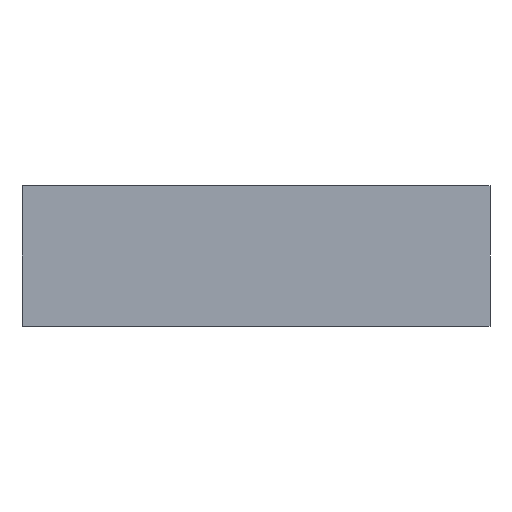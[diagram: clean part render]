
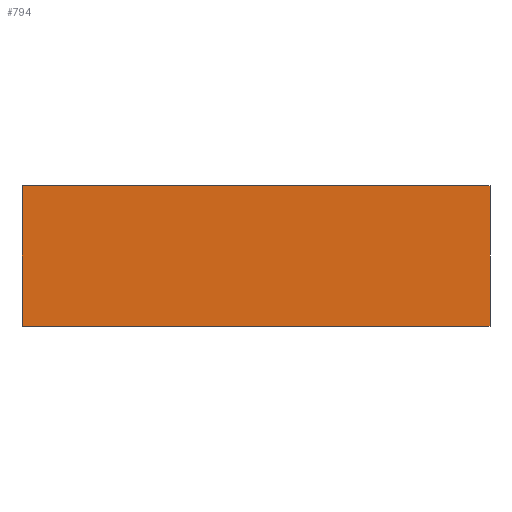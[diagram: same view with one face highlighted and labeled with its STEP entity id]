
A CAD part, left-side view. The second image highlights one B-rep face of the part: STEP entity #794.
In plain terms, the highlighted planar face has unit normal (-1, 0, 0).
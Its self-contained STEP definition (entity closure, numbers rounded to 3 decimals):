
#794 = ADVANCED_FACE( '', ( #1775 ), #1776, .F. );
#1775 = FACE_OUTER_BOUND( '', #2897, .T. );
#1776 = PLANE( '', #2898 );
#2897 = EDGE_LOOP( '', ( #5753, #5754, #5755, #5756 ) );
#2898 = AXIS2_PLACEMENT_3D( '', #5757, #5758, #5759 );
#5753 = ORIENTED_EDGE( '', *, *, #7572, .T. );
#5754 = ORIENTED_EDGE( '', *, *, #7166, .F. );
#5755 = ORIENTED_EDGE( '', *, *, #7867, .F. );
#5756 = ORIENTED_EDGE( '', *, *, #7898, .T. );
#5757 = CARTESIAN_POINT( '', ( -168.5, 100., 30. ) );
#5758 = DIRECTION( '', ( 1., 0., 0. ) );
#5759 = DIRECTION( '', ( 0., 0., -1. ) );
#7166 = EDGE_CURVE( '', #8518, #8516, #8520, .T. );
#7572 = EDGE_CURVE( '', #9174, #8516, #9175, .T. );
#7867 = EDGE_CURVE( '', #9583, #8518, #9584, .T. );
#7898 = EDGE_CURVE( '', #9583, #9174, #9621, .T. );
#8516 = VERTEX_POINT( '', #10390 );
#8518 = VERTEX_POINT( '', #10393 );
#8520 = LINE( '', #10396, #10397 );
#9174 = VERTEX_POINT( '', #12095 );
#9175 = LINE( '', #12096, #12097 );
#9583 = VERTEX_POINT( '', #12936 );
#9584 = LINE( '', #12937, #12938 );
#9621 = LINE( '', #13080, #13081 );
#10390 = CARTESIAN_POINT( '', ( -168.5, 0., 0. ) );
#10393 = CARTESIAN_POINT( '', ( -168.5, 0., 30. ) );
#10396 = CARTESIAN_POINT( '', ( -168.5, 0., 30. ) );
#10397 = VECTOR( '', #13691, 1000. );
#12095 = CARTESIAN_POINT( '', ( -168.5, 100., 0. ) );
#12096 = CARTESIAN_POINT( '', ( -168.5, 100., 0. ) );
#12097 = VECTOR( '', #14081, 1000. );
#12936 = CARTESIAN_POINT( '', ( -168.5, 100., 30. ) );
#12937 = CARTESIAN_POINT( '', ( -168.5, 100., 30. ) );
#12938 = VECTOR( '', #14429, 1000. );
#13080 = CARTESIAN_POINT( '', ( -168.5, 100., 30. ) );
#13081 = VECTOR( '', #14449, 1000. );
#13691 = DIRECTION( '', ( 0., 0., -1. ) );
#14081 = DIRECTION( '', ( 0., -1., 0. ) );
#14429 = DIRECTION( '', ( 0., -1., 0. ) );
#14449 = DIRECTION( '', ( 0., 0., -1. ) );
